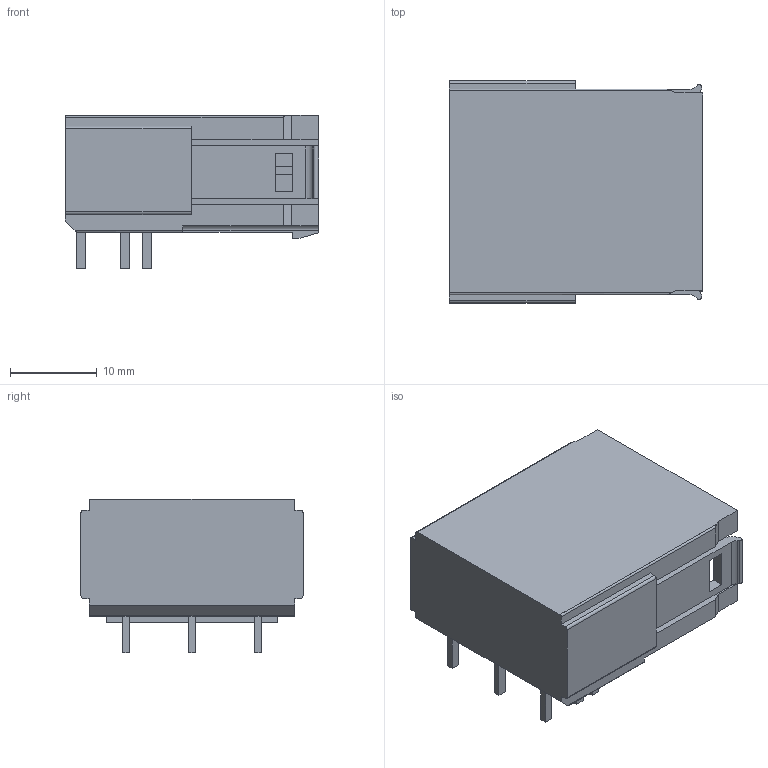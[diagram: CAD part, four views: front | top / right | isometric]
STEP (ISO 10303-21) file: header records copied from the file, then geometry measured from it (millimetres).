
FILE_DESCRIPTION((''),'2;1');
FILE_NAME('TLPHC-501RL','2024-09-12T11:02:49',('sheji'),(''),'CREO PARAMETRIC BY PTC INC, 2018100','CREO PARAMETRIC BY PTC INC, 2018100','');
FILE_SCHEMA(('CONFIG_CONTROL_DESIGN'));
Length unit declared in the file: millimetre
Products named in the file (1): TLPHC-501RL
Bounding box: 29.25 x 25.66 x 17.74 mm (x, y, z)
Volume: 6236.3 mm3; surface area: 5469.8 mm2
Topology: 1 solids, 1 shells, 292 faces, 825 edges, 548 vertices
Faces by surface type: plane 227, cylinder 65
Entity records: 9426 total; most frequent: CARTESIAN_POINT 1692, ORIENTED_EDGE 1650, DIRECTION 1527, EDGE_CURVE 825, VECTOR 695, LINE 695, VERTEX_POINT 548, AXIS2_PLACEMENT_3D 416
